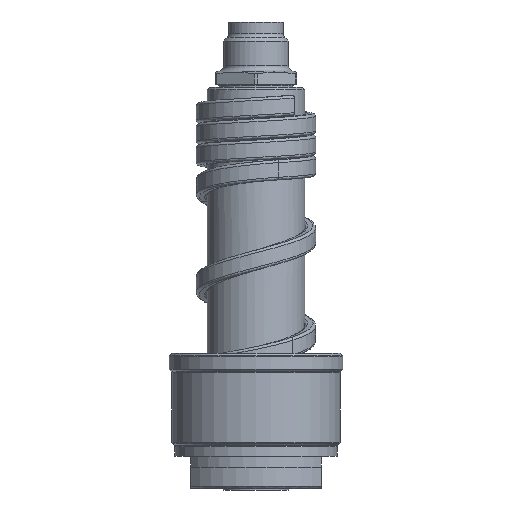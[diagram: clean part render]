
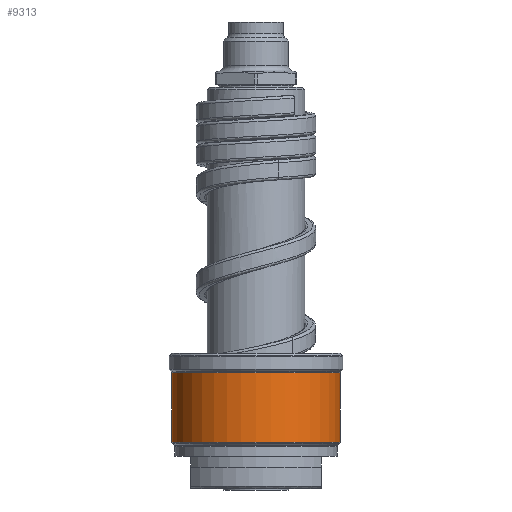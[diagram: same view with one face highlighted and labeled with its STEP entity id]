
A CAD part, front view. The second image highlights one B-rep face of the part: STEP entity #9313.
In plain terms, the highlighted cylindrical face has radius 15.5 mm (diameter 31 mm), a partial arc.
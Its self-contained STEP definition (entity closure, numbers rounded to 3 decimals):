
#2134=CARTESIAN_POINT('',(0.,0.,8.583));
#2135=DIRECTION('',(0.,0.,1.));
#2136=DIRECTION('',(-1.,0.,0.));
#2137=AXIS2_PLACEMENT_3D('',#2134,#2135,#2136);
#2139=DIRECTION('',(0.,0.,-1.));
#2140=VECTOR('',#2139,12.835);
#2141=CARTESIAN_POINT('',(-15.5,0.,21.417));
#2142=LINE('',#2141,#2140);
#2143=CARTESIAN_POINT('',(0.,0.,21.417));
#2144=DIRECTION('',(0.,0.,1.));
#2145=DIRECTION('',(-1.,0.,0.));
#2146=AXIS2_PLACEMENT_3D('',#2143,#2144,#2145);
#2148=DIRECTION('',(0.,0.,-1.));
#2149=VECTOR('',#2148,12.835);
#2150=CARTESIAN_POINT('',(15.5,0.,21.417));
#2151=LINE('',#2150,#2149);
#6204=CARTESIAN_POINT('',(15.5,0.,21.417));
#6205=CARTESIAN_POINT('',(-15.5,0.,21.417));
#6206=VERTEX_POINT('',#6204);
#6207=VERTEX_POINT('',#6205);
#6230=CARTESIAN_POINT('',(15.5,0.,8.583));
#6231=VERTEX_POINT('',#6230);
#6232=CARTESIAN_POINT('',(-15.5,0.,8.583));
#6233=VERTEX_POINT('',#6232);
#9301=CARTESIAN_POINT('',(0.,0.,7.15));
#9302=DIRECTION('',(0.,0.,1.));
#9303=DIRECTION('',(-1.,0.,0.));
#9304=AXIS2_PLACEMENT_3D('',#9301,#9302,#9303);
#9305=CYLINDRICAL_SURFACE('',#9304,15.5);
#9306=ORIENTED_EDGE('',*,*,#9273,.F.);
#9307=ORIENTED_EDGE('',*,*,#9291,.F.);
#9309=ORIENTED_EDGE('',*,*,#9308,.T.);
#9310=ORIENTED_EDGE('',*,*,#9287,.T.);
#9311=EDGE_LOOP('',(#9306,#9307,#9309,#9310));
#9312=FACE_OUTER_BOUND('',#9311,.F.);
#2138=CIRCLE('',#2137,15.5);
#2147=CIRCLE('',#2146,15.5);
#9273=EDGE_CURVE('',#6233,#6231,#2138,.T.);
#9287=EDGE_CURVE('',#6206,#6231,#2151,.T.);
#9291=EDGE_CURVE('',#6207,#6233,#2142,.T.);
#9308=EDGE_CURVE('',#6207,#6206,#2147,.T.);
#9313=ADVANCED_FACE('',(#9312),#9305,.T.);
